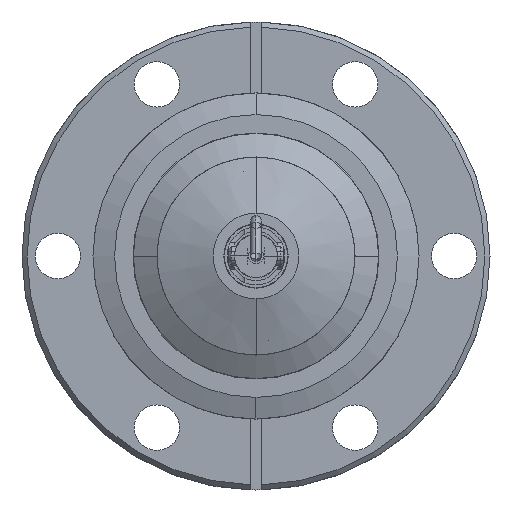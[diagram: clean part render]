
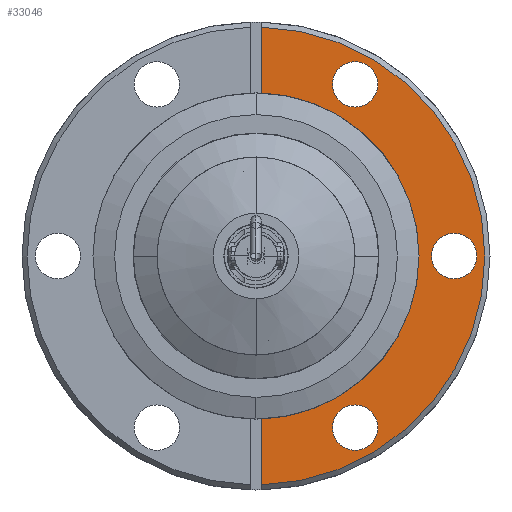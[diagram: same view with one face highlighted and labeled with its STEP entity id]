
A CAD part, front view. The second image highlights one B-rep face of the part: STEP entity #33046.
In plain terms, the highlighted planar face has unit normal (0, -1, 0).
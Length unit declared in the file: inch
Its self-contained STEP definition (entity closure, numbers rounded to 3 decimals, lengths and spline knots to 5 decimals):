
#1933 = EDGE_CURVE ( 'NONE', #32637, #31478, #11528, .T. ) ;
#2315 = EDGE_CURVE ( 'NONE', #32613, #32649, #10963, .T. ) ;
#2316 = EDGE_CURVE ( 'NONE', #6057, #32592, #10962, .T. ) ;
#2317 = EDGE_CURVE ( 'NONE', #32683, #32662, #10967, .T. ) ;
#2318 = EDGE_CURVE ( 'NONE', #32683, #32637, #11703, .T. ) ;
#2321 = EDGE_CURVE ( 'NONE', #31478, #32662, #11572, .T. ) ;
#2322 = EDGE_CURVE ( 'NONE', #32689, #31514, #11518, .T. ) ;
#2412 = EDGE_CURVE ( 'NONE', #31514, #32689, #24685, .T. ) ;
#2414 = EDGE_CURVE ( 'NONE', #32649, #32613, #24748, .T. ) ;
#2415 = EDGE_CURVE ( 'NONE', #32592, #6057, #24779, .T. ) ;
#3029 = CARTESIAN_POINT ( 'NONE',  ( 0.03, 0., 0.95053 ) ) ;
#3057 = CARTESIAN_POINT ( 'NONE',  ( 0.7105, 0., -1.00113 ) ) ;
#3149 = CARTESIAN_POINT ( 'NONE',  ( 1.2885, 0., 0. ) ) ;
#3170 = CARTESIAN_POINT ( 'NONE',  ( 0.4455, 0., 1.00113 ) ) ;
#3194 = CARTESIAN_POINT ( 'NONE',  ( 0.03, 0., -0.95053 ) ) ;
#3206 = CARTESIAN_POINT ( 'NONE',  ( 0.7105, 0., 1.00113 ) ) ;
#3219 = CARTESIAN_POINT ( 'NONE',  ( 0.03, 0., 1.33466 ) ) ;
#3240 = CARTESIAN_POINT ( 'NONE',  ( 0.03, 0., -1.33466 ) ) ;
#3246 = CARTESIAN_POINT ( 'NONE',  ( 0.4455, 0., -1.00113 ) ) ;
#6057 = VERTEX_POINT ( 'NONE', #32410 ) ;
#10962 = CIRCLE ( 'NONE', #16999, 0.1325 ) ;
#10963 = CIRCLE ( 'NONE', #17182, 0.1325 ) ;
#10965 = VECTOR ( 'NONE', #17846, 39.37008 ) ;
#10966 = VECTOR ( 'NONE', #17854, 39.37008 ) ;
#10967 = CIRCLE ( 'NONE', #17186, 1.335 ) ;
#11518 = CIRCLE ( 'NONE', #17174, 0.1325 ) ;
#11528 = CIRCLE ( 'NONE', #17047, 0.951 ) ;
#11572 = LINE ( 'NONE', #17848, #10966 ) ;
#11703 = LINE ( 'NONE', #17840, #10965 ) ;
#12914 = CARTESIAN_POINT ( 'NONE',  ( 0., 0., 0. ) ) ;
#12917 = DIRECTION ( 'NONE',  ( 0., -1., 0. ) ) ;
#12918 = DIRECTION ( 'NONE',  ( 0., 0., 1. ) ) ;
#16914 = AXIS2_PLACEMENT_3D ( 'NONE', #38275, #38276, #38277 ) ;
#16999 = AXIS2_PLACEMENT_3D ( 'NONE', #17839, #17841, #17842 ) ;
#17047 = AXIS2_PLACEMENT_3D ( 'NONE', #12914, #12917, #12918 ) ;
#17093 = AXIS2_PLACEMENT_3D ( 'NONE', #38279, #38284, #38285 ) ;
#17174 = AXIS2_PLACEMENT_3D ( 'NONE', #17853, #17856, #17857 ) ;
#17182 = AXIS2_PLACEMENT_3D ( 'NONE', #17831, #17837, #17838 ) ;
#17186 = AXIS2_PLACEMENT_3D ( 'NONE', #17836, #17843, #17844 ) ;
#17214 = AXIS2_PLACEMENT_3D ( 'NONE', #38273, #38282, #38283 ) ;
#17831 = CARTESIAN_POINT ( 'NONE',  ( 0.578, 0., 1.00113 ) ) ;
#17836 = CARTESIAN_POINT ( 'NONE',  ( 0., 0., 0. ) ) ;
#17837 = DIRECTION ( 'NONE',  ( 0., -1., 0. ) ) ;
#17838 = DIRECTION ( 'NONE',  ( -1., 0., 0. ) ) ;
#17839 = CARTESIAN_POINT ( 'NONE',  ( 1.156, 0., 0. ) ) ;
#17840 = CARTESIAN_POINT ( 'NONE',  ( 0.03, 0., -1.38335 ) ) ;
#17841 = DIRECTION ( 'NONE',  ( 0., -1., 0. ) ) ;
#17842 = DIRECTION ( 'NONE',  ( -1., 0., 0. ) ) ;
#17843 = DIRECTION ( 'NONE',  ( 0., -1., 0. ) ) ;
#17844 = DIRECTION ( 'NONE',  ( 0., 0., -1. ) ) ;
#17846 = DIRECTION ( 'NONE',  ( 0., 0., 1. ) ) ;
#17848 = CARTESIAN_POINT ( 'NONE',  ( 0.03, 0., 1.38335 ) ) ;
#17853 = CARTESIAN_POINT ( 'NONE',  ( 0.578, 0., -1.00113 ) ) ;
#17854 = DIRECTION ( 'NONE',  ( 0., 0., 1. ) ) ;
#17856 = DIRECTION ( 'NONE',  ( 0., -1., 0. ) ) ;
#17857 = DIRECTION ( 'NONE',  ( -1., 0., 0. ) ) ;
#18648 = FACE_BOUND ( 'NONE', #33963, .T. ) ;
#18649 = FACE_BOUND ( 'NONE', #34061, .T. ) ;
#18718 = FACE_OUTER_BOUND ( 'NONE', #34060, .T. ) ;
#18736 = FACE_BOUND ( 'NONE', #34022, .T. ) ;
#20661 = AXIS2_PLACEMENT_3D ( 'NONE', #22757, #22801, #22802 ) ;
#22757 = CARTESIAN_POINT ( 'NONE',  ( 0., 0., -1.365 ) ) ;
#22790 = PLANE ( 'NONE',  #20661 ) ;
#22801 = DIRECTION ( 'NONE',  ( 0., 1., 0. ) ) ;
#22802 = DIRECTION ( 'NONE',  ( 0., 0., -1. ) ) ;
#24685 = CIRCLE ( 'NONE', #16914, 0.1325 ) ;
#24748 = CIRCLE ( 'NONE', #17214, 0.1325 ) ;
#24779 = CIRCLE ( 'NONE', #17093, 0.1325 ) ;
#31478 = VERTEX_POINT ( 'NONE', #3029 ) ;
#31514 = VERTEX_POINT ( 'NONE', #3057 ) ;
#32410 = CARTESIAN_POINT ( 'NONE',  ( 1.0235, 0., 0. ) ) ;
#32592 = VERTEX_POINT ( 'NONE', #3149 ) ;
#32613 = VERTEX_POINT ( 'NONE', #3170 ) ;
#32637 = VERTEX_POINT ( 'NONE', #3194 ) ;
#32649 = VERTEX_POINT ( 'NONE', #3206 ) ;
#32662 = VERTEX_POINT ( 'NONE', #3219 ) ;
#32683 = VERTEX_POINT ( 'NONE', #3240 ) ;
#32689 = VERTEX_POINT ( 'NONE', #3246 ) ;
#33046 = ADVANCED_FACE ( 'NONE', ( #18736, #18648, #18649, #18718 ), #22790, .F. ) ;
#33963 = EDGE_LOOP ( 'NONE', ( #34690, #34807 ) ) ;
#34022 = EDGE_LOOP ( 'NONE', ( #34700, #34709 ) ) ;
#34060 = EDGE_LOOP ( 'NONE', ( #34806, #34716, #34714, #34713 ) ) ;
#34061 = EDGE_LOOP ( 'NONE', ( #34804, #34805 ) ) ;
#34690 = ORIENTED_EDGE ( 'NONE', *, *, #2322, .F. ) ;
#34700 = ORIENTED_EDGE ( 'NONE', *, *, #2315, .F. ) ;
#34709 = ORIENTED_EDGE ( 'NONE', *, *, #2414, .F. ) ;
#34713 = ORIENTED_EDGE ( 'NONE', *, *, #2318, .F. ) ;
#34714 = ORIENTED_EDGE ( 'NONE', *, *, #1933, .F. ) ;
#34716 = ORIENTED_EDGE ( 'NONE', *, *, #2321, .F. ) ;
#34804 = ORIENTED_EDGE ( 'NONE', *, *, #2316, .F. ) ;
#34805 = ORIENTED_EDGE ( 'NONE', *, *, #2415, .F. ) ;
#34806 = ORIENTED_EDGE ( 'NONE', *, *, #2317, .T. ) ;
#34807 = ORIENTED_EDGE ( 'NONE', *, *, #2412, .F. ) ;
#38273 = CARTESIAN_POINT ( 'NONE',  ( 0.578, 0., 1.00113 ) ) ;
#38275 = CARTESIAN_POINT ( 'NONE',  ( 0.578, 0., -1.00113 ) ) ;
#38276 = DIRECTION ( 'NONE',  ( 0., -1., 0. ) ) ;
#38277 = DIRECTION ( 'NONE',  ( -1., 0., 0. ) ) ;
#38279 = CARTESIAN_POINT ( 'NONE',  ( 1.156, 0., 0. ) ) ;
#38282 = DIRECTION ( 'NONE',  ( 0., -1., 0. ) ) ;
#38283 = DIRECTION ( 'NONE',  ( -1., 0., 0. ) ) ;
#38284 = DIRECTION ( 'NONE',  ( 0., -1., 0. ) ) ;
#38285 = DIRECTION ( 'NONE',  ( -1., 0., 0. ) ) ;
